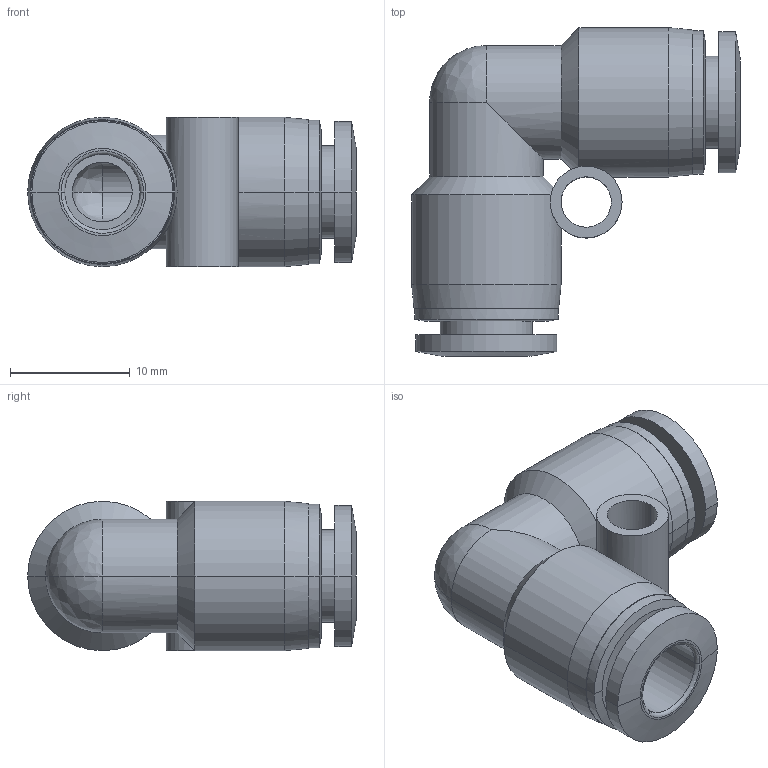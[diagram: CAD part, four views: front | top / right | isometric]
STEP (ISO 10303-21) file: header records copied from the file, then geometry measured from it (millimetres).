
FILE_DESCRIPTION (( 'STEP AP214' ), '1' );
FILE_NAME ('UL6M.step', '2016-02-24T20:48:23', ( '' ), ( '' ), 'SwSTEP 2.0', 'SolidWorks 2015', '' );
FILE_SCHEMA (( 'AUTOMOTIVE_DESIGN' ));
Length unit declared in the file: inch
Products named in the file (1): UL6M
Bounding box: 27.5 x 27.5 x 12.5 mm (x, y, z)
Volume: 3118.4 mm3; surface area: 3061.5 mm2
Topology: 1 solids, 1 shells, 68 faces, 153 edges, 90 vertices
Faces by surface type: cylinder 32, cone 16, plane 12, bspline 4, torus 4
Entity records: 3330 total; most frequent: CARTESIAN_POINT 913, DIRECTION 325, ORIENTED_EDGE 298, EDGE_CURVE 149, AXIS2_PLACEMENT_3D 138, VERTEX_POINT 90, EDGE_LOOP 81, CIRCLE 73
